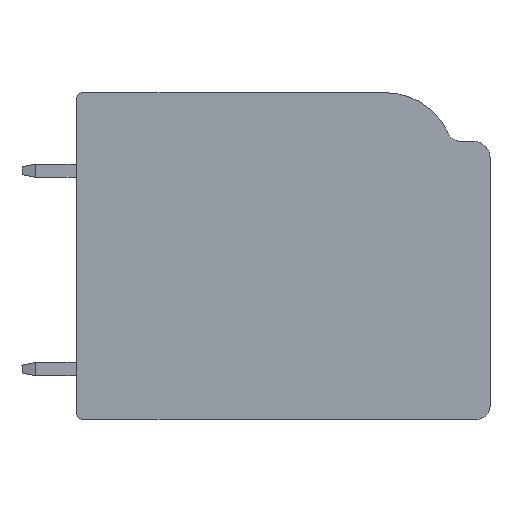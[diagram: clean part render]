
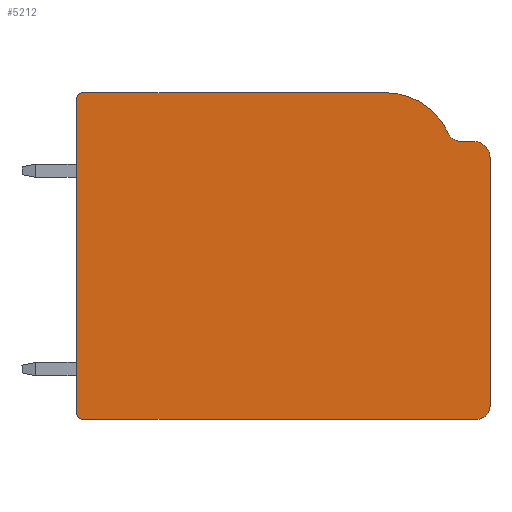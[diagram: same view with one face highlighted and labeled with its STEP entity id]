
A CAD part, front view. The second image highlights one B-rep face of the part: STEP entity #5212.
In plain terms, the highlighted planar face has unit normal (0, -1, 0).
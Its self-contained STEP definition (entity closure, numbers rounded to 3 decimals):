
#13 = CIRCLE ( 'NONE', #3862, 0.5 ) ;
#21 = ORIENTED_EDGE ( 'NONE', *, *, #457, .T. ) ;
#44 = CARTESIAN_POINT ( 'NONE',  ( -1., -36.8, 0.2 ) ) ;
#46 = FACE_OUTER_BOUND ( 'NONE', #5630, .T. ) ;
#51 = VECTOR ( 'NONE', #2306, 1000. ) ;
#98 = LINE ( 'NONE', #2729, #3712 ) ;
#101 = EDGE_CURVE ( 'NONE', #1177, #3427, #3318, .T. ) ;
#128 = VECTOR ( 'NONE', #3364, 1000. ) ;
#225 = ORIENTED_EDGE ( 'NONE', *, *, #1676, .T. ) ;
#256 = VERTEX_POINT ( 'NONE', #5779 ) ;
#267 = DIRECTION ( 'NONE',  ( 0., 1., 0. ) ) ;
#282 = DIRECTION ( 'NONE',  ( 0., -1., 0. ) ) ;
#384 = ORIENTED_EDGE ( 'NONE', *, *, #4503, .T. ) ;
#457 = EDGE_CURVE ( 'NONE', #900, #4006, #2979, .T. ) ;
#619 = ORIENTED_EDGE ( 'NONE', *, *, #4964, .T. ) ;
#620 = EDGE_CURVE ( 'NONE', #1338, #256, #977, .T. ) ;
#631 = DIRECTION ( 'NONE',  ( 0., 0., -1. ) ) ;
#639 = AXIS2_PLACEMENT_3D ( 'NONE', #3677, #852, #4138 ) ;
#720 = CARTESIAN_POINT ( 'NONE',  ( -2.236, -36.8, 22.223 ) ) ;
#725 = EDGE_CURVE ( 'NONE', #4006, #3342, #2897, .T. ) ;
#735 = CARTESIAN_POINT ( 'NONE',  ( -31.3, -36.8, 24.4 ) ) ;
#749 = CARTESIAN_POINT ( 'NONE',  ( -31.3, -36.8, 0.7 ) ) ;
#852 = DIRECTION ( 'NONE',  ( 0., -1., 0. ) ) ;
#869 = CARTESIAN_POINT ( 'NONE',  ( -2.236, -36.8, 21.223 ) ) ;
#900 = VERTEX_POINT ( 'NONE', #6055 ) ;
#977 = CIRCLE ( 'NONE', #2213, 5.2 ) ;
#1160 = DIRECTION ( 'NONE',  ( 0., -1., 0. ) ) ;
#1177 = VERTEX_POINT ( 'NONE', #749 ) ;
#1192 = EDGE_CURVE ( 'NONE', #4632, #1338, #4840, .T. ) ;
#1223 = LINE ( 'NONE', #1484, #128 ) ;
#1333 = ORIENTED_EDGE ( 'NONE', *, *, #4651, .T. ) ;
#1338 = VERTEX_POINT ( 'NONE', #5765 ) ;
#1339 = DIRECTION ( 'NONE',  ( 0., 0., -1. ) ) ;
#1401 = DIRECTION ( 'NONE',  ( 0., -1., 0. ) ) ;
#1484 = CARTESIAN_POINT ( 'NONE',  ( -7.9, -36.8, 24.9 ) ) ;
#1486 = AXIS2_PLACEMENT_3D ( 'NONE', #2354, #1401, #4677 ) ;
#1492 = AXIS2_PLACEMENT_3D ( 'NONE', #3575, #282, #3099 ) ;
#1635 = ORIENTED_EDGE ( 'NONE', *, *, #3464, .T. ) ;
#1676 = EDGE_CURVE ( 'NONE', #4875, #1942, #13, .T. ) ;
#1720 = ORIENTED_EDGE ( 'NONE', *, *, #101, .T. ) ;
#1818 = CARTESIAN_POINT ( 'NONE',  ( -7.9, -36.8, 19.7 ) ) ;
#1942 = VERTEX_POINT ( 'NONE', #735 ) ;
#2041 = CARTESIAN_POINT ( 'NONE',  ( -31.3, -36.8, 24.4 ) ) ;
#2213 = AXIS2_PLACEMENT_3D ( 'NONE', #1818, #4604, #1339 ) ;
#2306 = DIRECTION ( 'NONE',  ( -1., 0., 0. ) ) ;
#2348 = LINE ( 'NONE', #2041, #5924 ) ;
#2354 = CARTESIAN_POINT ( 'NONE',  ( -2.236, -36.8, 22.223 ) ) ;
#2418 = ORIENTED_EDGE ( 'NONE', *, *, #2898, .T. ) ;
#2729 = CARTESIAN_POINT ( 'NONE',  ( -30.8, -36.8, 0.2 ) ) ;
#2761 = CARTESIAN_POINT ( 'NONE',  ( 0., -36.8, 1.2 ) ) ;
#2784 = DIRECTION ( 'NONE',  ( 0., -1., 0. ) ) ;
#2837 = VECTOR ( 'NONE', #6008, 1000. ) ;
#2897 = CIRCLE ( 'NONE', #1492, 1.25 ) ;
#2898 = EDGE_CURVE ( 'NONE', #3427, #3825, #98, .T. ) ;
#2979 = LINE ( 'NONE', #2761, #2837 ) ;
#3086 = DIRECTION ( 'NONE',  ( 0., 0., -1. ) ) ;
#3099 = DIRECTION ( 'NONE',  ( 0., 0., -1. ) ) ;
#3120 = CIRCLE ( 'NONE', #639, 1. ) ;
#3318 = CIRCLE ( 'NONE', #4004, 0.5 ) ;
#3342 = VERTEX_POINT ( 'NONE', #4470 ) ;
#3364 = DIRECTION ( 'NONE',  ( -1., 0., 0. ) ) ;
#3427 = VERTEX_POINT ( 'NONE', #5959 ) ;
#3464 = EDGE_CURVE ( 'NONE', #3825, #900, #3120, .T. ) ;
#3575 = CARTESIAN_POINT ( 'NONE',  ( -1.25, -36.8, 19.973 ) ) ;
#3677 = CARTESIAN_POINT ( 'NONE',  ( -1., -36.8, 1.2 ) ) ;
#3712 = VECTOR ( 'NONE', #3724, 1000. ) ;
#3724 = DIRECTION ( 'NONE',  ( 1., 0., 0. ) ) ;
#3734 = ORIENTED_EDGE ( 'NONE', *, *, #620, .T. ) ;
#3825 = VERTEX_POINT ( 'NONE', #44 ) ;
#3862 = AXIS2_PLACEMENT_3D ( 'NONE', #5895, #1160, #5375 ) ;
#4004 = AXIS2_PLACEMENT_3D ( 'NONE', #6044, #2784, #5563 ) ;
#4006 = VERTEX_POINT ( 'NONE', #5337 ) ;
#4138 = DIRECTION ( 'NONE',  ( 0., 0., -1. ) ) ;
#4218 = PLANE ( 'NONE',  #1486 ) ;
#4236 = LINE ( 'NONE', #5559, #51 ) ;
#4470 = CARTESIAN_POINT ( 'NONE',  ( -1.25, -36.8, 21.223 ) ) ;
#4503 = EDGE_CURVE ( 'NONE', #256, #4875, #1223, .T. ) ;
#4525 = AXIS2_PLACEMENT_3D ( 'NONE', #720, #267, #3086 ) ;
#4604 = DIRECTION ( 'NONE',  ( 0., -1., 0. ) ) ;
#4632 = VERTEX_POINT ( 'NONE', #869 ) ;
#4651 = EDGE_CURVE ( 'NONE', #3342, #4632, #4236, .T. ) ;
#4677 = DIRECTION ( 'NONE',  ( 0., 0., -1. ) ) ;
#4763 = CARTESIAN_POINT ( 'NONE',  ( -30.8, -36.8, 24.9 ) ) ;
#4840 = CIRCLE ( 'NONE', #4525, 1. ) ;
#4875 = VERTEX_POINT ( 'NONE', #4763 ) ;
#4964 = EDGE_CURVE ( 'NONE', #1942, #1177, #2348, .T. ) ;
#5212 = ADVANCED_FACE ( 'NONE', ( #46 ), #4218, .T. ) ;
#5337 = CARTESIAN_POINT ( 'NONE',  ( 0., -36.8, 19.973 ) ) ;
#5375 = DIRECTION ( 'NONE',  ( 0., 0., -1. ) ) ;
#5559 = CARTESIAN_POINT ( 'NONE',  ( -1.25, -36.8, 21.223 ) ) ;
#5563 = DIRECTION ( 'NONE',  ( 0., 0., -1. ) ) ;
#5630 = EDGE_LOOP ( 'NONE', ( #5712, #3734, #384, #225, #619, #1720, #2418, #1635, #21, #6028, #1333 ) ) ;
#5712 = ORIENTED_EDGE ( 'NONE', *, *, #1192, .T. ) ;
#5765 = CARTESIAN_POINT ( 'NONE',  ( -3.15, -36.8, 21.816 ) ) ;
#5779 = CARTESIAN_POINT ( 'NONE',  ( -7.9, -36.8, 24.9 ) ) ;
#5895 = CARTESIAN_POINT ( 'NONE',  ( -30.8, -36.8, 24.4 ) ) ;
#5924 = VECTOR ( 'NONE', #631, 1000. ) ;
#5959 = CARTESIAN_POINT ( 'NONE',  ( -30.8, -36.8, 0.2 ) ) ;
#6008 = DIRECTION ( 'NONE',  ( 0., 0., 1. ) ) ;
#6028 = ORIENTED_EDGE ( 'NONE', *, *, #725, .T. ) ;
#6044 = CARTESIAN_POINT ( 'NONE',  ( -30.8, -36.8, 0.7 ) ) ;
#6055 = CARTESIAN_POINT ( 'NONE',  ( 0., -36.8, 1.2 ) ) ;
